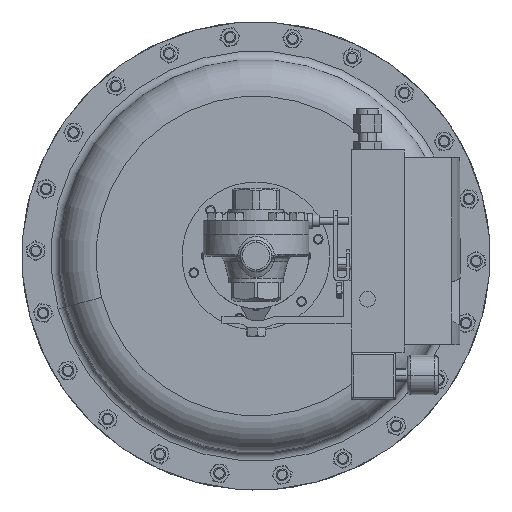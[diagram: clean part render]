
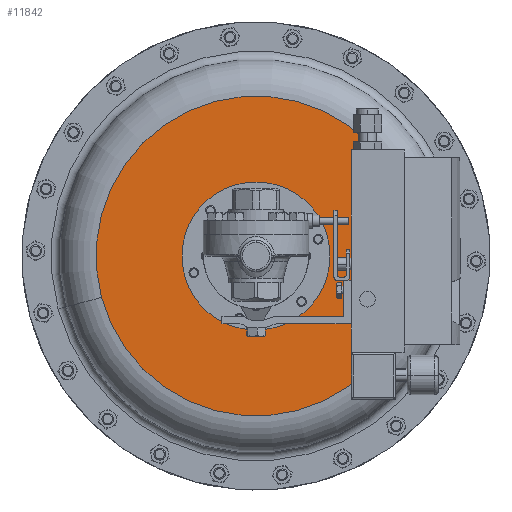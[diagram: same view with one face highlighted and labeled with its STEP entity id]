
A CAD part, front view. The second image highlights one B-rep face of the part: STEP entity #11842.
In plain terms, the highlighted planar face has unit normal (0, -1, 0).
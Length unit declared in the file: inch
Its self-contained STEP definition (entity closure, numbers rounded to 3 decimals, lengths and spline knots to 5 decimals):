
#710 = CARTESIAN_POINT ( 'NONE',  ( 1.54871, 8.96145, 3.65473 ) ) ;
#1317 = DIRECTION ( 'NONE',  ( 0., 1., 0. ) ) ;
#1318 = VERTEX_POINT ( 'NONE', #27897 ) ;
#1411 = EDGE_CURVE ( 'NONE', #7593, #18613, #29577, .T. ) ;
#1712 = ORIENTED_EDGE ( 'NONE', *, *, #29016, .T. ) ;
#2698 = CARTESIAN_POINT ( 'NONE',  ( -3.40166, 8.96145, 2.32829 ) ) ;
#3368 = FACE_OUTER_BOUND ( 'NONE', #29477, .T. ) ;
#3879 = CARTESIAN_POINT ( 'NONE',  ( 1.54871, 8.96145, 3.65473 ) ) ;
#3888 = DIRECTION ( 'NONE',  ( -0.707, 0., -0.707 ) ) ;
#4308 = CIRCLE ( 'NONE', #6505, 5.125 ) ;
#6505 = AXIS2_PLACEMENT_3D ( 'NONE', #15535, #15353, #22203 ) ;
#7088 = DIRECTION ( 'NONE',  ( -0.707, 0., -0.707 ) ) ;
#7593 = VERTEX_POINT ( 'NONE', #32292 ) ;
#10831 = CIRCLE ( 'NONE', #32086, 5.125 ) ;
#10967 = DIRECTION ( 'NONE',  ( -0.966, 0., -0.259 ) ) ;
#11842 = ADVANCED_FACE ( 'NONE', ( #3368, #18407 ), #23779, .T. ) ;
#12461 = EDGE_CURVE ( 'NONE', #38356, #1318, #4308, .T. ) ;
#14867 = ORIENTED_EDGE ( 'NONE', *, *, #1411, .T. ) ;
#15353 = DIRECTION ( 'NONE',  ( 0., 1., 0. ) ) ;
#15535 = CARTESIAN_POINT ( 'NONE',  ( 1.54871, 8.96145, 3.65473 ) ) ;
#18159 = AXIS2_PLACEMENT_3D ( 'NONE', #710, #23130, #3888 ) ;
#18407 = FACE_BOUND ( 'NONE', #27949, .T. ) ;
#18613 = VERTEX_POINT ( 'NONE', #32087 ) ;
#19810 = ORIENTED_EDGE ( 'NONE', *, *, #21160, .F. ) ;
#20508 = CARTESIAN_POINT ( 'NONE',  ( 1.54871, 8.96145, 3.65473 ) ) ;
#21040 = AXIS2_PLACEMENT_3D ( 'NONE', #23487, #27066, #10967 ) ;
#21160 = EDGE_CURVE ( 'NONE', #1318, #38356, #10831, .T. ) ;
#22203 = DIRECTION ( 'NONE',  ( 0.966, 0., 0.259 ) ) ;
#23130 = DIRECTION ( 'NONE',  ( 0., 1., 0. ) ) ;
#23487 = CARTESIAN_POINT ( 'NONE',  ( 2.87516, 8.96145, -1.29564 ) ) ;
#23764 = DIRECTION ( 'NONE',  ( 0.966, 0., 0.259 ) ) ;
#23779 = PLANE ( 'NONE',  #21040 ) ;
#26417 = DIRECTION ( 'NONE',  ( 0., 1., 0. ) ) ;
#27066 = DIRECTION ( 'NONE',  ( 0., -1., 0. ) ) ;
#27897 = CARTESIAN_POINT ( 'NONE',  ( 6.49908, 8.96145, 4.98118 ) ) ;
#27949 = EDGE_LOOP ( 'NONE', ( #1712, #14867 ) ) ;
#29016 = EDGE_CURVE ( 'NONE', #18613, #7593, #38826, .T. ) ;
#29024 = ORIENTED_EDGE ( 'NONE', *, *, #12461, .F. ) ;
#29477 = EDGE_LOOP ( 'NONE', ( #19810, #29024 ) ) ;
#29577 = CIRCLE ( 'NONE', #18159, 2.375 ) ;
#32023 = AXIS2_PLACEMENT_3D ( 'NONE', #3879, #26417, #7088 ) ;
#32086 = AXIS2_PLACEMENT_3D ( 'NONE', #20508, #1317, #23764 ) ;
#32087 = CARTESIAN_POINT ( 'NONE',  ( 3.22809, 8.96145, 5.33411 ) ) ;
#32292 = CARTESIAN_POINT ( 'NONE',  ( -0.13067, 8.96145, 1.97535 ) ) ;
#38356 = VERTEX_POINT ( 'NONE', #2698 ) ;
#38826 = CIRCLE ( 'NONE', #32023, 2.375 ) ;
